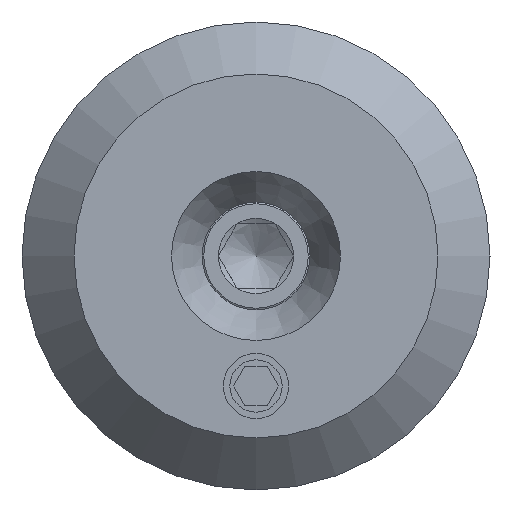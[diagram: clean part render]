
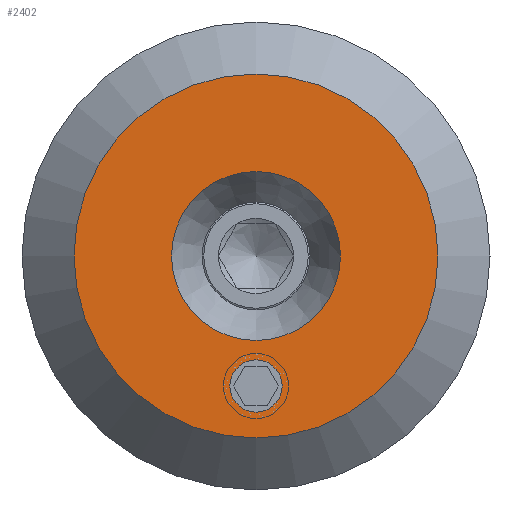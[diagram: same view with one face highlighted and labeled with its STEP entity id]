
A CAD part, left-side view. The second image highlights one B-rep face of the part: STEP entity #2402.
In plain terms, the highlighted planar face has unit normal (-1, 0, 0).
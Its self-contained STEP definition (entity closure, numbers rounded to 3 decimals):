
#92=CIRCLE('',#2748,3.25);
#134=CIRCLE('',#2826,7.);
#135=CIRCLE('',#2828,1.007);
#431=PLANE('',#2827);
#754=ORIENTED_EDGE('',*,*,#1232,.T.);
#755=ORIENTED_EDGE('',*,*,#1189,.T.);
#756=ORIENTED_EDGE('',*,*,#1233,.T.);
#1189=EDGE_CURVE('',#1448,#1448,#92,.T.);
#1232=EDGE_CURVE('',#1484,#1484,#134,.T.);
#1233=EDGE_CURVE('',#1485,#1485,#135,.T.);
#1448=VERTEX_POINT('',#4728);
#1484=VERTEX_POINT('',#4853);
#1485=VERTEX_POINT('',#4856);
#1776=EDGE_LOOP('',(#754));
#1777=EDGE_LOOP('',(#755));
#1778=EDGE_LOOP('',(#756));
#2086=FACE_BOUND('',#1776,.T.);
#2087=FACE_BOUND('',#1777,.T.);
#2088=FACE_BOUND('',#1778,.T.);
#2402=ADVANCED_FACE('',(#2086,#2087,#2088),#431,.T.);
#2748=AXIS2_PLACEMENT_3D('',#4727,#3177,#3178);
#2826=AXIS2_PLACEMENT_3D('',#4852,#3333,#3334);
#2827=AXIS2_PLACEMENT_3D('',#4854,#3335,#3336);
#2828=AXIS2_PLACEMENT_3D('',#4855,#3337,#3338);
#3177=DIRECTION('',(1.,0.,0.));
#3178=DIRECTION('',(0.,0.,-1.));
#3333=DIRECTION('',(-1.,0.,0.));
#3334=DIRECTION('',(0.,0.,1.));
#3335=DIRECTION('',(-1.,0.,0.));
#3336=DIRECTION('',(0.,0.,1.));
#3337=DIRECTION('',(1.,0.,0.));
#3338=DIRECTION('',(0.,0.,1.));
#4727=CARTESIAN_POINT('',(0.,0.,0.));
#4728=CARTESIAN_POINT('',(0.,0.,-3.25));
#4852=CARTESIAN_POINT('',(0.,0.,0.));
#4853=CARTESIAN_POINT('',(0.,0.,7.));
#4854=CARTESIAN_POINT('',(0.,0.,7.));
#4855=CARTESIAN_POINT('',(0.,0.,-5.));
#4856=CARTESIAN_POINT('',(0.,0.,-3.994));
